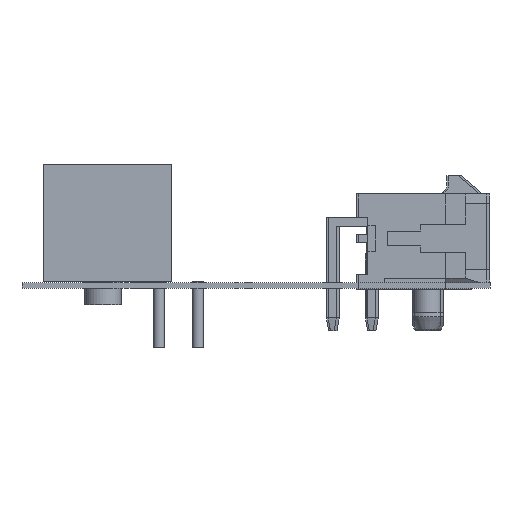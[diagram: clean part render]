
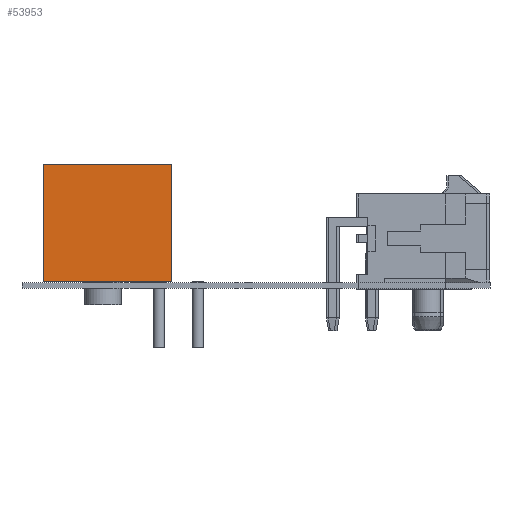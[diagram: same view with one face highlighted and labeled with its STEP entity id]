
A CAD part, front view. The second image highlights one B-rep face of the part: STEP entity #53953.
In plain terms, the highlighted planar face has unit normal (0, -1, 0).
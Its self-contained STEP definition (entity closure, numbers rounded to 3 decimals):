
#53928 = VERTEX_POINT('',#53929);
#53929 = CARTESIAN_POINT('',(78.,-28.908,9.12));
#53935 = EDGE_CURVE('',#53936,#53928,#53938,.T.);
#53936 = VERTEX_POINT('',#53937);
#53937 = CARTESIAN_POINT('',(78.,-28.908,0.1));
#53938 = LINE('',#53939,#53940);
#53939 = CARTESIAN_POINT('',(78.,-28.908,0.1));
#53940 = VECTOR('',#53941,1.);
#53941 = DIRECTION('',(0.,0.,1.));
#53953 = ADVANCED_FACE('',(#53954),#53979,.T.);
#53954 = FACE_BOUND('',#53955,.T.);
#53955 = EDGE_LOOP('',(#53956,#53957,#53965,#53973));
#53956 = ORIENTED_EDGE('',*,*,#53935,.T.);
#53957 = ORIENTED_EDGE('',*,*,#53958,.T.);
#53958 = EDGE_CURVE('',#53928,#53959,#53961,.T.);
#53959 = VERTEX_POINT('',#53960);
#53960 = CARTESIAN_POINT('',(68.09,-28.908,9.12));
#53961 = LINE('',#53962,#53963);
#53962 = CARTESIAN_POINT('',(78.,-28.908,9.12));
#53963 = VECTOR('',#53964,1.);
#53964 = DIRECTION('',(-1.,0.,0.));
#53965 = ORIENTED_EDGE('',*,*,#53966,.F.);
#53966 = EDGE_CURVE('',#53967,#53959,#53969,.T.);
#53967 = VERTEX_POINT('',#53968);
#53968 = CARTESIAN_POINT('',(68.09,-28.908,0.1));
#53969 = LINE('',#53970,#53971);
#53970 = CARTESIAN_POINT('',(68.09,-28.908,0.1));
#53971 = VECTOR('',#53972,1.);
#53972 = DIRECTION('',(0.,0.,1.));
#53973 = ORIENTED_EDGE('',*,*,#53974,.F.);
#53974 = EDGE_CURVE('',#53936,#53967,#53975,.T.);
#53975 = LINE('',#53976,#53977);
#53976 = CARTESIAN_POINT('',(78.,-28.908,0.1));
#53977 = VECTOR('',#53978,1.);
#53978 = DIRECTION('',(-1.,0.,0.));
#53979 = PLANE('',#53980);
#53980 = AXIS2_PLACEMENT_3D('',#53981,#53982,#53983);
#53981 = CARTESIAN_POINT('',(78.,-28.908,0.1));
#53982 = DIRECTION('',(0.,-1.,0.));
#53983 = DIRECTION('',(-1.,0.,0.));
